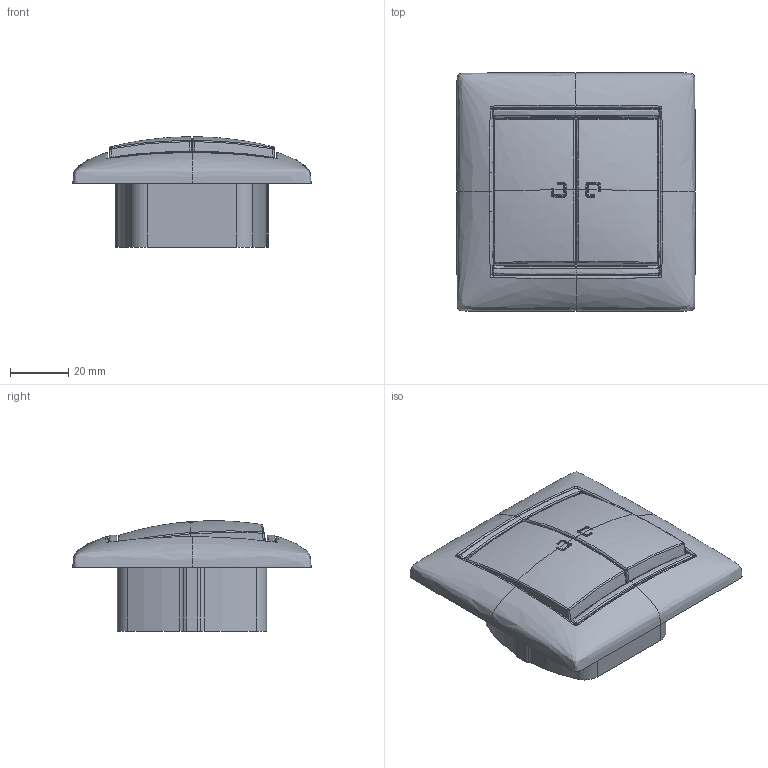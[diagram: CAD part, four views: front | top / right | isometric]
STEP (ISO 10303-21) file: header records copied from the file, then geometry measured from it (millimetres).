
FILE_DESCRIPTION (( 'STEP AP214' ), '1' );
FILE_NAME ('774428.STEP', '2025-09-02T10:39:54', ( '' ), ( '' ), 'SwSTEP 2.0', 'SolidWorks 2022', '' );
FILE_SCHEMA (( 'AUTOMOTIVE_DESIGN' ));
Products named in the file (1): 774428
Bounding box: 82 x 82 x 37.99 mm (x, y, z)
Volume: 111899.1 mm3; surface area: 32242.3 mm2
Topology: 1 solids, 5 shells, 1536 faces, 4246 edges, 2674 vertices
Faces by surface type: bspline 771, plane 471, cylinder 208, cone 64, sphere 20, torus 2
Entity records: 117532 total; most frequent: CARTESIAN_POINT 86525, ORIENTED_EDGE 8436, EDGE_CURVE 4218, DIRECTION 3163, B_SPLINE_CURVE_WITH_KNOTS 2676, VERTEX_POINT 2670, EDGE_LOOP 1558, FACE_OUTER_BOUND 1536
